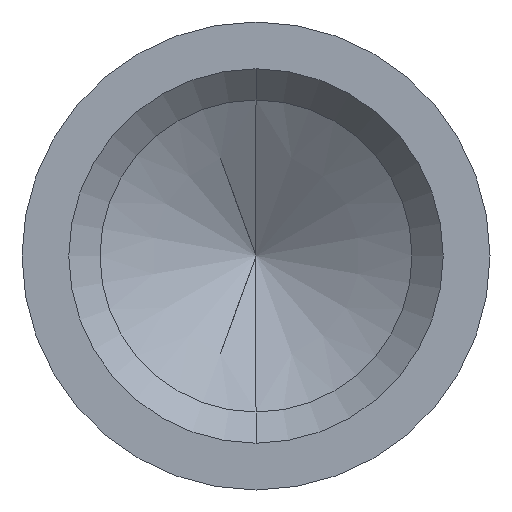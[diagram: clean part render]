
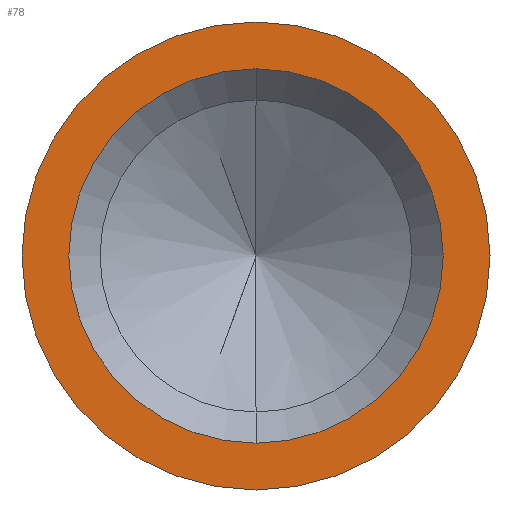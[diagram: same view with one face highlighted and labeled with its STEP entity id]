
A CAD part, front view. The second image highlights one B-rep face of the part: STEP entity #78.
In plain terms, the highlighted planar face has unit normal (0, -1, 0).
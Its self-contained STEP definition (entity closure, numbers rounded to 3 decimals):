
#5 = DIRECTION ( 'NONE',  ( 0., 1., 0. ) ) ;
#12 = CARTESIAN_POINT ( 'NONE',  ( 0., 0., 0. ) ) ;
#52 = VERTEX_POINT ( 'NONE', #146 ) ;
#55 = FACE_OUTER_BOUND ( 'NONE', #436, .T. ) ;
#67 = CARTESIAN_POINT ( 'NONE',  ( 0., 0., 0. ) ) ;
#78 = ADVANCED_FACE ( 'NONE', ( #408, #55 ), #349, .F. ) ;
#94 = AXIS2_PLACEMENT_3D ( 'NONE', #67, #130, #480 ) ;
#122 = VERTEX_POINT ( 'NONE', #154 ) ;
#130 = DIRECTION ( 'NONE',  ( 0., 1., 0. ) ) ;
#137 = CARTESIAN_POINT ( 'NONE',  ( 0., 0., 3. ) ) ;
#139 = ORIENTED_EDGE ( 'NONE', *, *, #147, .T. ) ;
#145 = EDGE_CURVE ( 'NONE', #421, #313, #475, .T. ) ;
#146 = CARTESIAN_POINT ( 'NONE',  ( 0., 0., -3.75 ) ) ;
#147 = EDGE_CURVE ( 'NONE', #313, #421, #220, .T. ) ;
#151 = DIRECTION ( 'NONE',  ( 0., 0., 1. ) ) ;
#154 = CARTESIAN_POINT ( 'NONE',  ( 0., 0., 3.75 ) ) ;
#156 = AXIS2_PLACEMENT_3D ( 'NONE', #12, #158, #304 ) ;
#158 = DIRECTION ( 'NONE',  ( 0., 1., 0. ) ) ;
#190 = CARTESIAN_POINT ( 'NONE',  ( 0., 0., 0. ) ) ;
#194 = CARTESIAN_POINT ( 'NONE',  ( 3.75, 0., 0. ) ) ;
#196 = CARTESIAN_POINT ( 'NONE',  ( 0., 0., 0. ) ) ;
#199 = DIRECTION ( 'NONE',  ( 0., 0., 1. ) ) ;
#215 = ORIENTED_EDGE ( 'NONE', *, *, #448, .F. ) ;
#220 = CIRCLE ( 'NONE', #156, 3. ) ;
#269 = ORIENTED_EDGE ( 'NONE', *, *, #145, .T. ) ;
#289 = ORIENTED_EDGE ( 'NONE', *, *, #291, .F. ) ;
#291 = EDGE_CURVE ( 'NONE', #122, #52, #400, .T. ) ;
#294 = EDGE_LOOP ( 'NONE', ( #139, #269 ) ) ;
#299 = DIRECTION ( 'NONE',  ( 0., 0., 1. ) ) ;
#304 = DIRECTION ( 'NONE',  ( 0., 0., 1. ) ) ;
#313 = VERTEX_POINT ( 'NONE', #367 ) ;
#319 = DIRECTION ( 'NONE',  ( 0., 1., 0. ) ) ;
#333 = CIRCLE ( 'NONE', #371, 3.75 ) ;
#349 = PLANE ( 'NONE',  #445 ) ;
#367 = CARTESIAN_POINT ( 'NONE',  ( 0., 0., -3. ) ) ;
#371 = AXIS2_PLACEMENT_3D ( 'NONE', #190, #319, #299 ) ;
#374 = AXIS2_PLACEMENT_3D ( 'NONE', #196, #5, #151 ) ;
#400 = CIRCLE ( 'NONE', #94, 3.75 ) ;
#408 = FACE_BOUND ( 'NONE', #294, .T. ) ;
#421 = VERTEX_POINT ( 'NONE', #137 ) ;
#436 = EDGE_LOOP ( 'NONE', ( #289, #215 ) ) ;
#445 = AXIS2_PLACEMENT_3D ( 'NONE', #194, #449, #199 ) ;
#448 = EDGE_CURVE ( 'NONE', #52, #122, #333, .T. ) ;
#449 = DIRECTION ( 'NONE',  ( 0., 1., 0. ) ) ;
#475 = CIRCLE ( 'NONE', #374, 3. ) ;
#480 = DIRECTION ( 'NONE',  ( 0., 0., 1. ) ) ;
